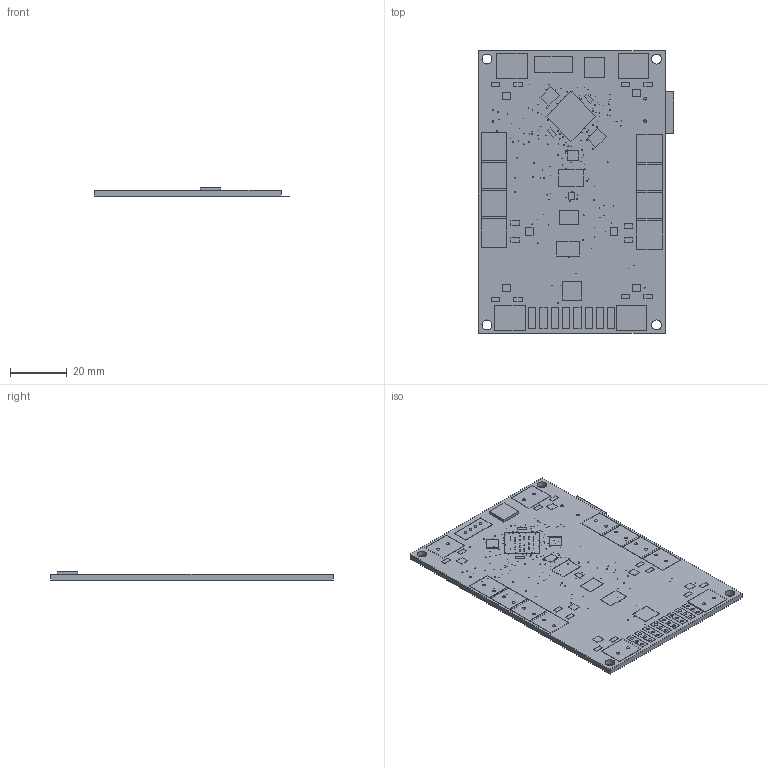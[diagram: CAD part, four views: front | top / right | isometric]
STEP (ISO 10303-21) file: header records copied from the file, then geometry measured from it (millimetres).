
FILE_DESCRIPTION(/* description */ (''),/* implementation_level */ '2;1');
FILE_NAME(/* name */ 'fcc4f736-66d0-4a1d-8236-b74d9d1f155c.stp',/* time_stamp */ '2025-06-21T16:26:31Z',/* author */ (''),/* organization */ (''),/* preprocessor_version */ 'ST-DEVELOPER v20.1',/* originating_system */ 'Autodesk Translation Framework v14.10.0.0',/* authorisation */ '');
FILE_SCHEMA (('AUTOMOTIVE_DESIGN { 1 0 10303 214 3 1 1 }'));
Length unit declared in the file: millimetre
Products named in the file (34): fcc4f736-66d0-4a1d-8236-b74d9d1f155c; PCB Component; Board; SERVO; BNO055; XTAL3215; BNO085; BMP390L; NEO-M9N-00B; LTI-SASF54GT; RELOWABLE_BATTERY_ML414H; 0.5A/40V/420mV; 12pF; MIMXRT1062DVJ6B; TXB0108PWRG4; 1700; BL-HBXJXGX32L; UJ2-MIBH-G-SMT-TR; MOSFET-PCHANNEL; MKL02Z32VFG4QFN-16_3X3X0.65_NXP-M; 120Ω; 4.7uH; 112J-TDAR-R01; BAT54CTB6; SKRPACE010; W25Q64JVSSIM; W25N01GVZEIG_TR; XRCGB24M000F3M00R0; SMTB-1240-S-R; IRLML6344TRPBF; AK100; B4B-XH-A(LF)(SN); LM7805MPX/NOPB; TLV75533PDBVR
Assembly tree (121 placements, depth 3):
  fcc4f736-66d0-4a1d-8236-b74d9d1f155c
    PCB Component
      Board
      SERVO  x8
      BNO055
      XTAL3215  x3
      BNO085
      BMP390L
      NEO-M9N-00B
      LTI-SASF54GT
      RELOWABLE_BATTERY_ML414H
      0.5A/40V/420mV
      12pF  x38
      MIMXRT1062DVJ6B
      TXB0108PWRG4
      1700  x25
      BL-HBXJXGX32L
      UJ2-MIBH-G-SMT-TR
      MOSFET-PCHANNEL
      MKL02Z32VFG4QFN-16_3X3X0.65_NXP-M
      120Ω  x3
      4.7uH
      112J-TDAR-R01
      BAT54CTB6
      SKRPACE010
      W25Q64JVSSIM
      W25N01GVZEIG_TR
      XRCGB24M000F3M00R0
      SMTB-1240-S-R
      IRLML6344TRPBF  x6
      AK100  x12
      B4B-XH-A(LF)(SN)
      LM7805MPX/NOPB
      TLV75533PDBVR
Bounding box: 68.98 x 100 x 3.11 mm (x, y, z)
Volume: 13296.2 mm3; surface area: 20823.2 mm2
Topology: 120 solids, 120 shells, 1014 faces, 2322 edges, 1548 vertices
Faces by surface type: plane 720, cylinder 294
Full cylindrical faces by diameter (mm): 0.2 x229, 0.55 x2, 1 x30, 1.016 x24, 1.5 x5, 3.5 x4
Entity records: 18442 total; most frequent: DIRECTION 3136, CARTESIAN_POINT 2751, ORIENTED_EDGE 2532, EDGE_CURVE 1266, AXIS2_PLACEMENT_3D 1229, EDGE_LOOP 1074, VERTEX_POINT 844, LINE 678
